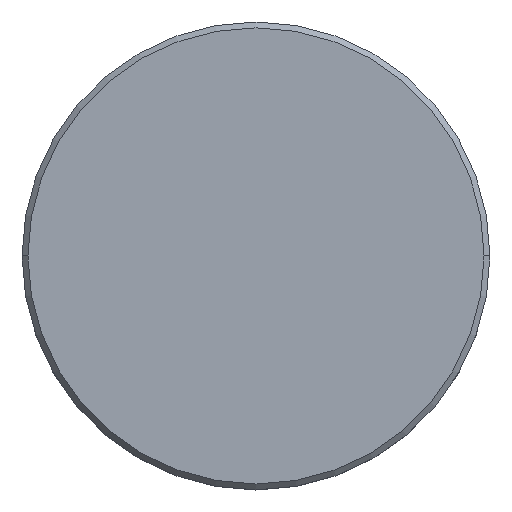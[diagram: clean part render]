
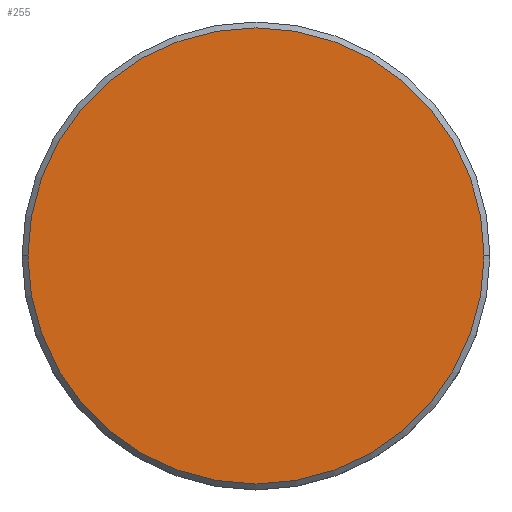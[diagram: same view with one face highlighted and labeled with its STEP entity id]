
A CAD part, top view. The second image highlights one B-rep face of the part: STEP entity #255.
In plain terms, the highlighted planar face has unit normal (0, 0, 1).
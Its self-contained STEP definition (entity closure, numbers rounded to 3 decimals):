
#167 = EDGE_LOOP ( 'NONE', ( #696, #208 ) ) ;
#183 = VERTEX_POINT ( 'NONE', #773 ) ;
#202 = EDGE_CURVE ( 'NONE', #183, #373, #293, .T. ) ;
#208 = ORIENTED_EDGE ( 'NONE', *, *, #202, .T. ) ;
#255 = ADVANCED_FACE ( 'NONE', ( #987 ), #449, .T. ) ;
#293 = CIRCLE ( 'NONE', #1144, 19.5 ) ;
#335 = DIRECTION ( 'NONE',  ( 0., 0., 1. ) ) ;
#373 = VERTEX_POINT ( 'NONE', #592 ) ;
#430 = CARTESIAN_POINT ( 'NONE',  ( 0., 0., 0. ) ) ;
#449 = PLANE ( 'NONE',  #666 ) ;
#455 = DIRECTION ( 'NONE',  ( 1., 0., 0. ) ) ;
#591 = CIRCLE ( 'NONE', #849, 19.5 ) ;
#592 = CARTESIAN_POINT ( 'NONE',  ( -19.5, 0., 0. ) ) ;
#666 = AXIS2_PLACEMENT_3D ( 'NONE', #903, #980, #455 ) ;
#686 = DIRECTION ( 'NONE',  ( 0., 0., 1. ) ) ;
#696 = ORIENTED_EDGE ( 'NONE', *, *, #830, .T. ) ;
#773 = CARTESIAN_POINT ( 'NONE',  ( 19.5, 0., 0. ) ) ;
#780 = DIRECTION ( 'NONE',  ( 1., 0., 0. ) ) ;
#830 = EDGE_CURVE ( 'NONE', #373, #183, #591, .T. ) ;
#849 = AXIS2_PLACEMENT_3D ( 'NONE', #850, #335, #1141 ) ;
#850 = CARTESIAN_POINT ( 'NONE',  ( 0., 0., 0. ) ) ;
#903 = CARTESIAN_POINT ( 'NONE',  ( 0., 0., 0. ) ) ;
#980 = DIRECTION ( 'NONE',  ( 0., 0., 1. ) ) ;
#987 = FACE_OUTER_BOUND ( 'NONE', #167, .T. ) ;
#1141 = DIRECTION ( 'NONE',  ( 1., 0., 0. ) ) ;
#1144 = AXIS2_PLACEMENT_3D ( 'NONE', #430, #686, #780 ) ;
